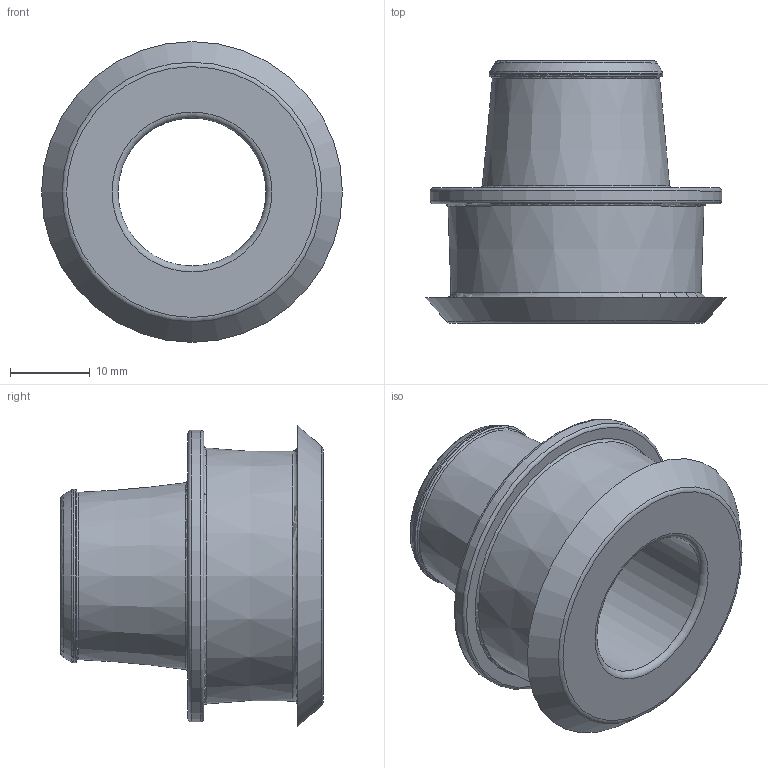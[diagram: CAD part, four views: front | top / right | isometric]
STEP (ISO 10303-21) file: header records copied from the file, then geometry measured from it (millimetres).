
FILE_DESCRIPTION(/* description */ (''),/* implementation_level */ '2;1');
FILE_NAME(/* name */ 'ACOPLE AMBUS_V7.step',/* time_stamp */ '2020-04-05T23:11:35+02:00',/* author */ (''),/* organization */ (''),/* preprocessor_version */ 'ST-DEVELOPER v18',/* originating_system */ 'Autodesk Translation Framework v8.12.0.6',/* authorisation */ '');
FILE_SCHEMA (('AUTOMOTIVE_DESIGN { 1 0 10303 214 3 1 1 }'));
Length unit declared in the file: millimetre
Products named in the file (1): ACOPLE AMBUS_V7
Bounding box: 37.8 x 32.99 x 37.8 mm (x, y, z)
Volume: 11768.5 mm3; surface area: 6619 mm2
Topology: 1 solids, 1 shells, 23 faces, 72 edges, 53 vertices
Faces by surface type: torus 12, cone 4, plane 4, cylinder 3
Full cylindrical faces by diameter (mm): 18.6 x1, 21.8 x1, 36.632 x1
Entity records: 938 total; most frequent: DIRECTION 185, CARTESIAN_POINT 149, ORIENTED_EDGE 144, AXIS2_PLACEMENT_3D 89, EDGE_CURVE 72, CIRCLE 65, VERTEX_POINT 53, EDGE_LOOP 27
